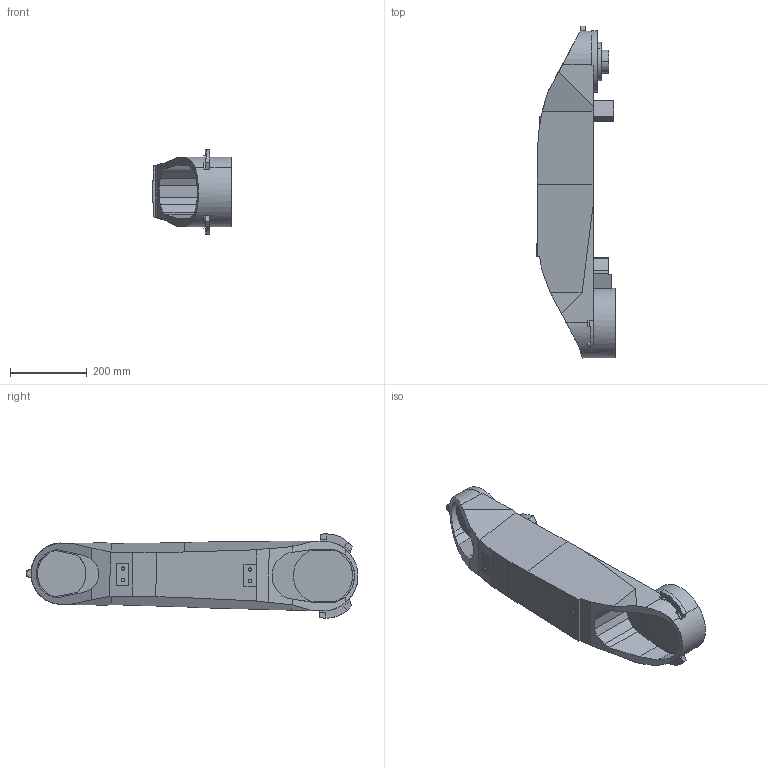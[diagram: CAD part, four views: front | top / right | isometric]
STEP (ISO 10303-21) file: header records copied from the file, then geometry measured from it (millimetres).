
FILE_DESCRIPTION (( 'STEP AP203' ), '1' );
FILE_NAME ('ROBOT_ARM_1004_Predeterminado_sldprt.STEP', '2024-06-16T18:36:52', ( '' ), ( '' ), 'SwSTEP 2.0', 'SolidWorks 2021', '' );
FILE_SCHEMA (( 'CONFIG_CONTROL_DESIGN' ));
Length unit declared in the file: millimetre
Products named in the file (1): ROBOT_ARM_1004_Predeterminado_sldprt
Bounding box: 203.5 x 863.66 x 219.36 mm (x, y, z)
Volume: 13817099 mm3; surface area: 599510.3 mm2
Topology: 1 solids, 1 shells, 159 faces, 458 edges, 312 vertices
Faces by surface type: plane 120, cylinder 36, cone 3
Entity records: 6373 total; most frequent: CARTESIAN_POINT 2396, ORIENTED_EDGE 916, DIRECTION 643, EDGE_CURVE 458, VERTEX_POINT 312, LINE 267, VECTOR 267, AXIS2_PLACEMENT_3D 188
